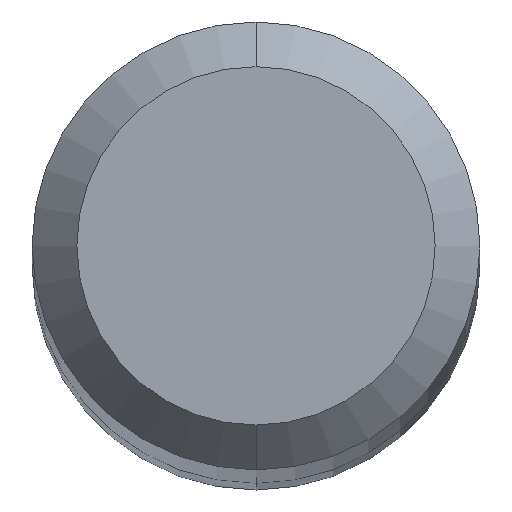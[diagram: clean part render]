
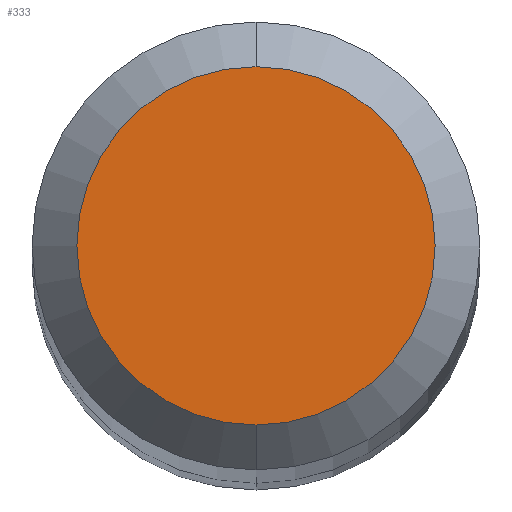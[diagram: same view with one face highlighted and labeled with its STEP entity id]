
A CAD part, top view. The second image highlights one B-rep face of the part: STEP entity #333.
In plain terms, the highlighted planar face has unit normal (0, 0, 1).
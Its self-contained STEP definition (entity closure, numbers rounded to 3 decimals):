
#185=VERTEX_POINT('',#447);
#223=EDGE_CURVE('',#185,#291,#490,.T.);
#283=EDGE_CURVE('',#291,#185,#556,.T.);
#291=VERTEX_POINT('',#564);
#333=ADVANCED_FACE('',(#610),#611,.T.);
#447=CARTESIAN_POINT('',(0.0,1.2,49.0));
#490=CIRCLE('',#887,1.2);
#556=CIRCLE('',#1003,1.2);
#564=CARTESIAN_POINT('',(0.,-1.2,49.0));
#610=FACE_OUTER_BOUND('',#1122,.T.);
#611=PLANE('',#1123);
#887=AXIS2_PLACEMENT_3D('',#1384,#1385,#1386);
#1003=AXIS2_PLACEMENT_3D('',#1448,#1449,#1450);
#1122=EDGE_LOOP('',(#1510,#1511));
#1123=AXIS2_PLACEMENT_3D('',#1512,#1513,#1514);
#1384=CARTESIAN_POINT('',(0.0,0.0,49.0));
#1385=DIRECTION('',(0.0,0.0,-1.0));
#1386=DIRECTION('',(0.0,1.0,0.0));
#1448=CARTESIAN_POINT('',(0.0,0.0,49.0));
#1449=DIRECTION('',(0.0,0.0,-1.0));
#1450=DIRECTION('',(0.0,1.0,0.0));
#1510=ORIENTED_EDGE('',*,*,#223,.F.);
#1511=ORIENTED_EDGE('',*,*,#283,.F.);
#1512=CARTESIAN_POINT('',(0.0,0.6,49.0));
#1513=DIRECTION('',(0.0,0.0,1.0));
#1514=DIRECTION('',(0.0,-1.0,0.0));
